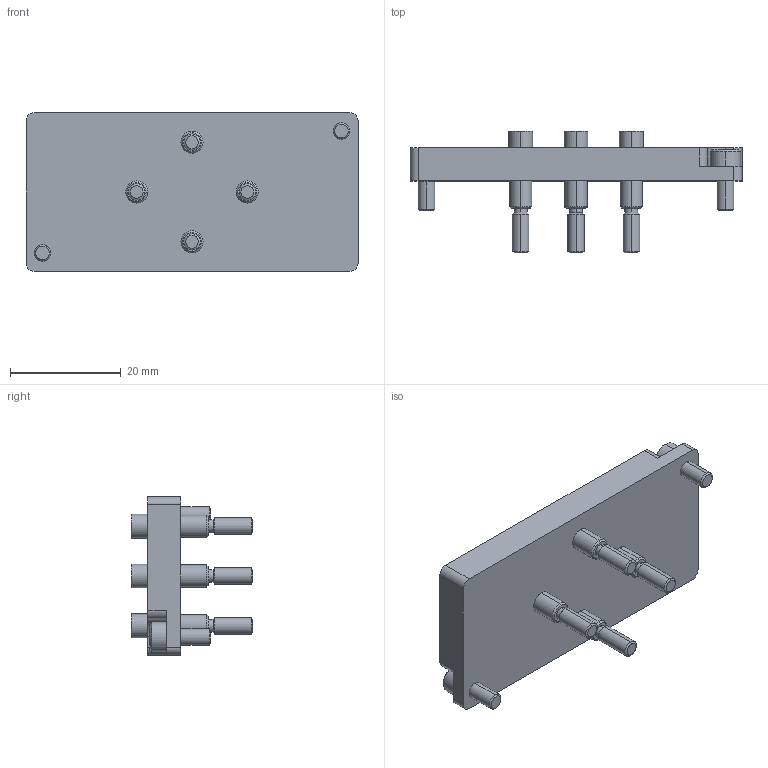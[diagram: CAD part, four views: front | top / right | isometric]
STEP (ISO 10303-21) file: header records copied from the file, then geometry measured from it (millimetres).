
FILE_DESCRIPTION (( 'STEP AP214' ), '1' );
FILE_NAME ('INGUN_37698.STEP', '2023-01-13T11:00:08', ( '' ), ( '' ), 'SwSTEP 2.0', 'SolidWorks 2021', '' );
FILE_SCHEMA (( 'AUTOMOTIVE_DESIGN' ));
Length unit declared in the file: millimetre
Products named in the file (6): INFO_4643~0_S; 37697~1; KT-Master__ADA~kt_KT-150 L3 E03-M3; DIN912~n_M03,0x008; 37697~1_S; INGUN_37698
Assembly tree (9 placements, depth 3):
  INGUN_37698
    37697~1_S
      37697~1
      INFO_4643~0_S
    KT-Master__ADA~kt_KT-150 L3 E03-M3  x4
    DIN912~n_M03,0x008  x2
Bounding box: 60 x 22 x 28.7 mm (x, y, z)
Volume: 10855.5 mm3; surface area: 6302.5 mm2
Topology: 17 solids, 17 shells, 1399 faces, 3959 edges, 2602 vertices
Faces by surface type: plane 941, cylinder 340, cone 80, bspline 38
Entity records: 17271 total; most frequent: CARTESIAN_POINT 5560, ORIENTED_EDGE 2528, DIRECTION 2181, EDGE_CURVE 1264, VERTEX_POINT 834, AXIS2_PLACEMENT_3D 775, LINE 631, VECTOR 631
